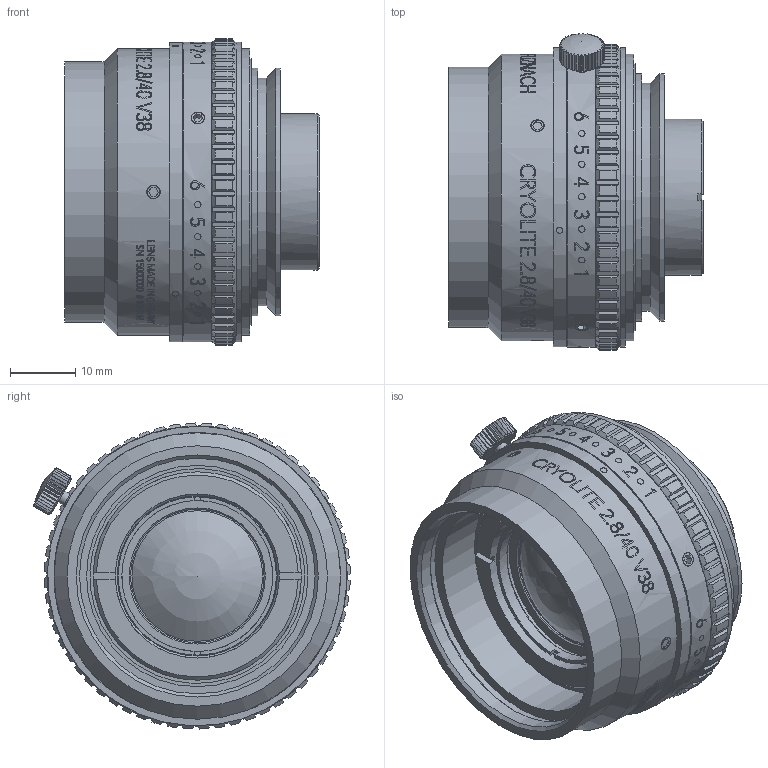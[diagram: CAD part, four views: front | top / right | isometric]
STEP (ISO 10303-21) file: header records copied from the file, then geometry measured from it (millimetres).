
FILE_DESCRIPTION(/* description */ (''),/* implementation_level */ '2;1');
FILE_NAME(/* name */ '1063164_00167084_001.stp',/* time_stamp */ '2022-01-10T13:27:40+01:00',/* author */ (''),/* organization */ (''),/* preprocessor_version */ 'ST-DEVELOPER v16',/* originating_system */ 'SIEMENS PLM Software NX 10.0',/* authorisation */ '');
FILE_SCHEMA (('AP203_CONFIGURATION_CONTROLLED_3D_DESIGN_OF_MECHANICAL_PARTS_AND_ASSEMBLIES_MIM_LF { 1 0 10303 403 2 1 2}'));
Length unit declared in the file: millimetre
Products named in the file (1): Froe35342267hego
Bounding box: 39.03 x 48.62 x 47 mm (x, y, z)
Volume: 37343.3 mm3; surface area: 15519.2 mm2
Topology: 1 solids, 6 shells, 649 faces, 2121 edges, 1653 vertices
Faces by surface type: plane 358, cylinder 253, cone 35, sphere 3
Full cylindrical faces by diameter (mm): 1 x3, 2 x1, 2.05 x7, 19 x1, 20.5 x1, 21 x1, 21.5 x1, 21.8 x1, 21.9 x1, 22.7 x1, 23.2 x1, 23.512 x1, 24 x2, 24.3 x1, 25 x1, 25.2 x1, 29 x1, 29.5 x1, 32 x1, 33 x2, 34 x1, 35 x1, 36.18 x1, 37.2 x1, 38 x3, 40 x1, 40.612 x1, 41 x1, 41.2 x1, 44 x3
Entity records: 26054 total; most frequent: CARTESIAN_POINT 9668, ORIENTED_EDGE 3985, DIRECTION 2346, EDGE_CURVE 1995, VERTEX_POINT 1610, B_SPLINE_CURVE_WITH_KNOTS 1096, AXIS2_PLACEMENT_3D 957, EDGE_LOOP 905
